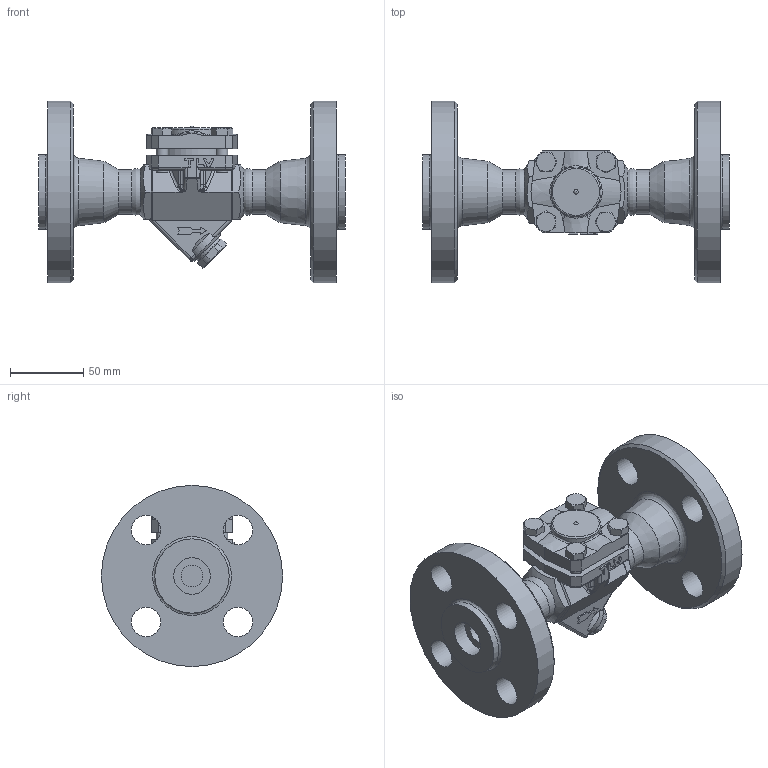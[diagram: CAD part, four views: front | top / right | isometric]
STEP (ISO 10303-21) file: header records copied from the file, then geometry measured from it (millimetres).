
FILE_DESCRIPTION((''),'2;1');
FILE_NAME('l32s0-025-a0600-00.stp','2010-12-22T08:38:28',('nakaot'),(''),'Autodesk Inventor 2008','Autodesk Inventor 2008','');
FILE_SCHEMA(('AUTOMOTIVE_DESIGN { 1 0 10303 214 1 1 1 1 }'));
Length unit declared in the file: millimetre
Products named in the file (1): l32s0-025-a0600-00
Bounding box: 210 x 124 x 124 mm (x, y, z)
Volume: 668735.5 mm3; surface area: 107593.6 mm2
Topology: 1 solids, 1 shells, 373 faces, 919 edges, 567 vertices
Faces by surface type: plane 169, cylinder 85, bspline 73, cone 35, sphere 9, torus 2
Full cylindrical faces by diameter (mm): 8 x8, 15 x1, 20 x4, 21 x1, 25 x1, 30.462 x1, 34 x1, 45.8 x1, 50.8 x1, 124 x1
Entity records: 12569 total; most frequent: CARTESIAN_POINT 4433, ORIENTED_EDGE 1692, DIRECTION 1599, EDGE_CURVE 846, AXIS2_PLACEMENT_3D 600, VERTEX_POINT 548, EDGE_LOOP 470, VECTOR 399
